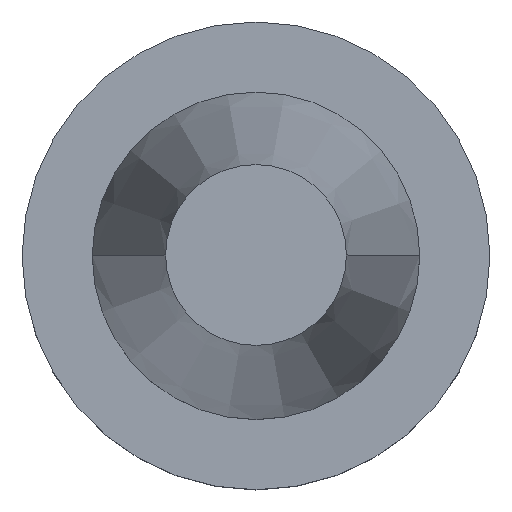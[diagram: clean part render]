
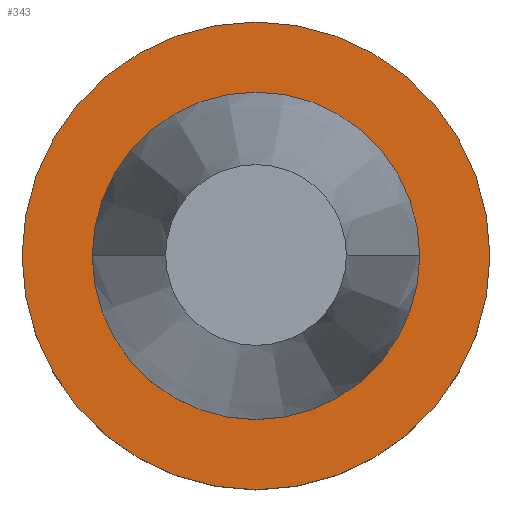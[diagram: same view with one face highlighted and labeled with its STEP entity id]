
A CAD part, top view. The second image highlights one B-rep face of the part: STEP entity #343.
In plain terms, the highlighted planar face has unit normal (0, 0, 1).
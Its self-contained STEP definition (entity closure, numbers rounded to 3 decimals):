
#7 = VERTEX_POINT ( 'NONE', #626 ) ;
#14 = AXIS2_PLACEMENT_3D ( 'NONE', #509, #737, #748 ) ;
#17 = CARTESIAN_POINT ( 'NONE',  ( 0., 0., -3.175 ) ) ;
#45 = EDGE_CURVE ( 'NONE', #7, #715, #228, .T. ) ;
#53 = VERTEX_POINT ( 'NONE', #235 ) ;
#81 = CARTESIAN_POINT ( 'NONE',  ( 0., 0., -3.175 ) ) ;
#119 = ORIENTED_EDGE ( 'NONE', *, *, #332, .T. ) ;
#121 = DIRECTION ( 'NONE',  ( 1., 0., 0. ) ) ;
#187 = CARTESIAN_POINT ( 'NONE',  ( 0., 31.75, -3.175 ) ) ;
#191 = CARTESIAN_POINT ( 'NONE',  ( 22.225, 0., -3.175 ) ) ;
#198 = DIRECTION ( 'NONE',  ( 0., 0., 1. ) ) ;
#206 = DIRECTION ( 'NONE',  ( 1., 0., 0. ) ) ;
#213 = VERTEX_POINT ( 'NONE', #537 ) ;
#228 = CIRCLE ( 'NONE', #14, 22.225 ) ;
#230 = AXIS2_PLACEMENT_3D ( 'NONE', #17, #747, #268 ) ;
#235 = CARTESIAN_POINT ( 'NONE',  ( -31.75, 0., -3.175 ) ) ;
#240 = CARTESIAN_POINT ( 'NONE',  ( 0., 0., -3.175 ) ) ;
#249 = PLANE ( 'NONE',  #678 ) ;
#254 = ORIENTED_EDGE ( 'NONE', *, *, #360, .T. ) ;
#255 = CIRCLE ( 'NONE', #457, 31.75 ) ;
#258 = EDGE_LOOP ( 'NONE', ( #523, #449 ) ) ;
#268 = DIRECTION ( 'NONE',  ( 1., 0., 0. ) ) ;
#332 = EDGE_CURVE ( 'NONE', #53, #213, #527, .T. ) ;
#343 = ADVANCED_FACE ( 'NONE', ( #487, #419 ), #249, .F. ) ;
#360 = EDGE_CURVE ( 'NONE', #213, #53, #255, .T. ) ;
#397 = EDGE_CURVE ( 'NONE', #715, #7, #582, .T. ) ;
#419 = FACE_OUTER_BOUND ( 'NONE', #450, .T. ) ;
#449 = ORIENTED_EDGE ( 'NONE', *, *, #45, .F. ) ;
#450 = EDGE_LOOP ( 'NONE', ( #254, #119 ) ) ;
#457 = AXIS2_PLACEMENT_3D ( 'NONE', #81, #198, #206 ) ;
#487 = FACE_BOUND ( 'NONE', #258, .T. ) ;
#492 = DIRECTION ( 'NONE',  ( 0., 0., -1. ) ) ;
#509 = CARTESIAN_POINT ( 'NONE',  ( 0., 0., -3.175 ) ) ;
#523 = ORIENTED_EDGE ( 'NONE', *, *, #397, .F. ) ;
#527 = CIRCLE ( 'NONE', #606, 31.75 ) ;
#537 = CARTESIAN_POINT ( 'NONE',  ( 31.75, 0., -3.175 ) ) ;
#582 = CIRCLE ( 'NONE', #230, 22.225 ) ;
#606 = AXIS2_PLACEMENT_3D ( 'NONE', #240, #664, #121 ) ;
#626 = CARTESIAN_POINT ( 'NONE',  ( -22.225, 0., -3.175 ) ) ;
#664 = DIRECTION ( 'NONE',  ( 0., 0., 1. ) ) ;
#668 = DIRECTION ( 'NONE',  ( -1., 0., 0. ) ) ;
#678 = AXIS2_PLACEMENT_3D ( 'NONE', #187, #492, #668 ) ;
#715 = VERTEX_POINT ( 'NONE', #191 ) ;
#737 = DIRECTION ( 'NONE',  ( 0., 0., 1. ) ) ;
#747 = DIRECTION ( 'NONE',  ( 0., 0., 1. ) ) ;
#748 = DIRECTION ( 'NONE',  ( 1., 0., 0. ) ) ;
